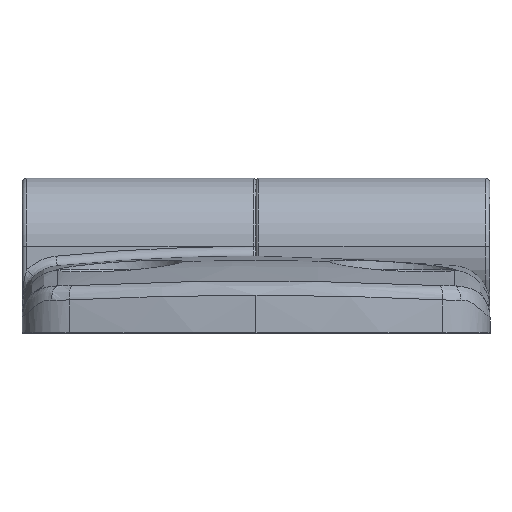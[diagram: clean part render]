
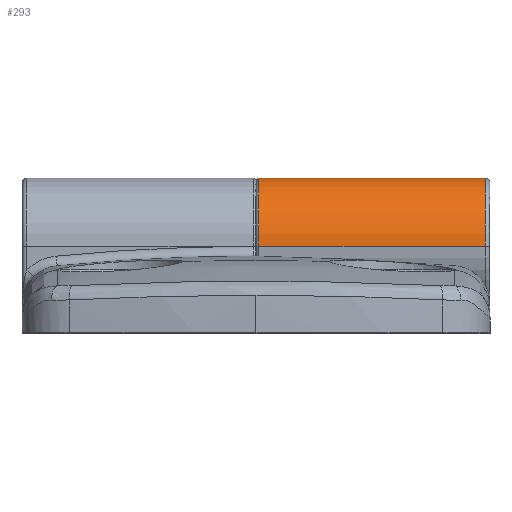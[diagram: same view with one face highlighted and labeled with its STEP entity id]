
A CAD part, top view. The second image highlights one B-rep face of the part: STEP entity #293.
In plain terms, the highlighted cylindrical face has radius 7 mm (diameter 14 mm), a partial arc.
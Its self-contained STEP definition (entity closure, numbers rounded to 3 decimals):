
#135 = CIRCLE ( 'NONE', #3326, 7. ) ;
#240 = LINE ( 'NONE', #3780, #1731 ) ;
#293 = ADVANCED_FACE ( 'NONE', ( #1107 ), #308, .T. ) ;
#308 = CYLINDRICAL_SURFACE ( 'NONE', #857, 7. ) ;
#339 = CARTESIAN_POINT ( 'NONE',  ( 24., 8.9, -7. ) ) ;
#511 = EDGE_CURVE ( 'NONE', #3695, #1358, #240, .T. ) ;
#523 = ORIENTED_EDGE ( 'NONE', *, *, #511, .F. ) ;
#697 = ORIENTED_EDGE ( 'NONE', *, *, #1194, .T. ) ;
#857 = AXIS2_PLACEMENT_3D ( 'NONE', #1320, #1031, #2774 ) ;
#903 = EDGE_CURVE ( 'NONE', #2298, #2134, #3028, .T. ) ;
#1031 = DIRECTION ( 'NONE',  ( -1., 0., 0. ) ) ;
#1107 = FACE_OUTER_BOUND ( 'NONE', #2931, .T. ) ;
#1145 = EDGE_CURVE ( 'NONE', #3695, #2298, #135, .T. ) ;
#1194 = EDGE_CURVE ( 'NONE', #2134, #1358, #3647, .T. ) ;
#1320 = CARTESIAN_POINT ( 'NONE',  ( 24., 8.9, 0. ) ) ;
#1358 = VERTEX_POINT ( 'NONE', #1474 ) ;
#1441 = CARTESIAN_POINT ( 'NONE',  ( 23.5, 8.9, -7. ) ) ;
#1474 = CARTESIAN_POINT ( 'NONE',  ( 0.3, 8.9, 7. ) ) ;
#1585 = CARTESIAN_POINT ( 'NONE',  ( 23.5, 8.9, 0. ) ) ;
#1617 = CARTESIAN_POINT ( 'NONE',  ( 0.3, 8.9, 0. ) ) ;
#1731 = VECTOR ( 'NONE', #2058, 1000. ) ;
#1779 = CARTESIAN_POINT ( 'NONE',  ( 0.3, 8.9, -7. ) ) ;
#1881 = DIRECTION ( 'NONE',  ( 0., 0., 1. ) ) ;
#1909 = DIRECTION ( 'NONE',  ( 0., 0., -1. ) ) ;
#2058 = DIRECTION ( 'NONE',  ( -1., 0., 0. ) ) ;
#2067 = ORIENTED_EDGE ( 'NONE', *, *, #1145, .T. ) ;
#2134 = VERTEX_POINT ( 'NONE', #1779 ) ;
#2164 = ORIENTED_EDGE ( 'NONE', *, *, #903, .T. ) ;
#2265 = VECTOR ( 'NONE', #3529, 1000. ) ;
#2298 = VERTEX_POINT ( 'NONE', #1441 ) ;
#2774 = DIRECTION ( 'NONE',  ( 0., 0., 1. ) ) ;
#2931 = EDGE_LOOP ( 'NONE', ( #523, #2067, #2164, #697 ) ) ;
#3028 = LINE ( 'NONE', #339, #2265 ) ;
#3049 = CARTESIAN_POINT ( 'NONE',  ( 23.5, 8.9, 7. ) ) ;
#3152 = AXIS2_PLACEMENT_3D ( 'NONE', #1617, #3624, #1909 ) ;
#3326 = AXIS2_PLACEMENT_3D ( 'NONE', #1585, #3598, #1881 ) ;
#3529 = DIRECTION ( 'NONE',  ( -1., 0., 0. ) ) ;
#3598 = DIRECTION ( 'NONE',  ( -1., 0., 0. ) ) ;
#3624 = DIRECTION ( 'NONE',  ( 1., 0., 0. ) ) ;
#3647 = CIRCLE ( 'NONE', #3152, 7. ) ;
#3695 = VERTEX_POINT ( 'NONE', #3049 ) ;
#3780 = CARTESIAN_POINT ( 'NONE',  ( 24., 8.9, 7. ) ) ;
